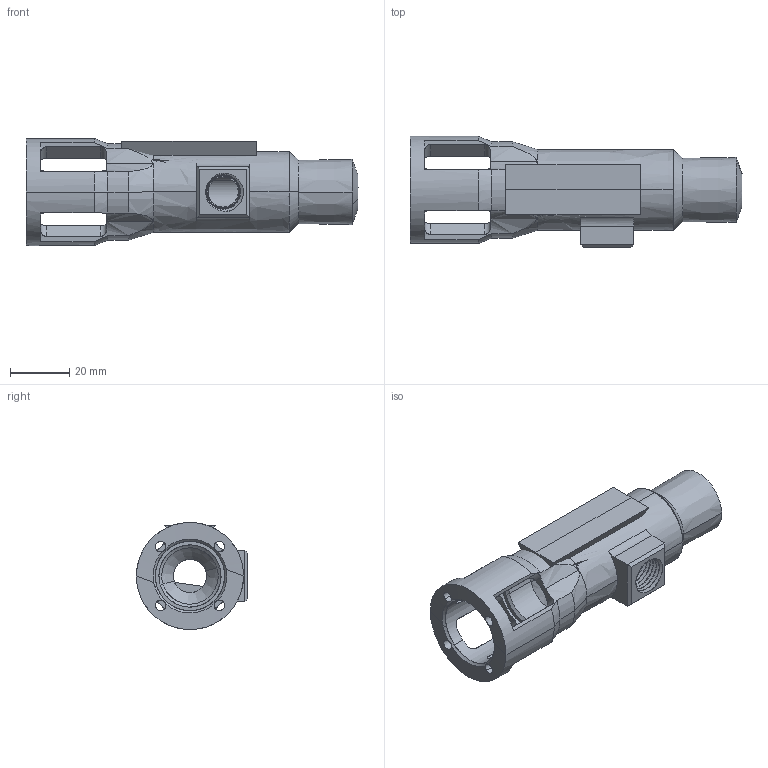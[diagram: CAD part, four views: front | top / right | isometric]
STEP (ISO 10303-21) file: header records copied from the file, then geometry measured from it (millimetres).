
FILE_DESCRIPTION(/* description */ (''),/* implementation_level */ '2;1');
FILE_NAME(/* name */ 'AugerHousing',/* time_stamp */ '2025-08-16T00:16:27-04:00',/* author */ (''),/* organization */ (''),/* preprocessor_version */ 'ST-DEVELOPER v16.5',/* originating_system */ 'Rhino 7.38',/* authorisation */ '');
FILE_SCHEMA (('CONFIG_CONTROL_DESIGN'));
Length unit declared in the file: millimetre
Products named in the file (1): Document
Bounding box: 112.08 x 37.51 x 36.14 mm (x, y, z)
Volume: 47391.8 mm3; surface area: 18766.9 mm2
Topology: 1 solids, 1 shells, 146 faces, 439 edges, 286 vertices
Faces by surface type: bspline 57, cylinder 45, plane 44
Entity records: 10589 total; most frequent: CARTESIAN_POINT 7960, ORIENTED_EDGE 878, EDGE_CURVE 439, VERTEX_POINT 286, B_SPLINE_CURVE_WITH_KNOTS 204, EDGE_LOOP 157, ADVANCED_FACE 146, FACE_OUTER_BOUND 146
